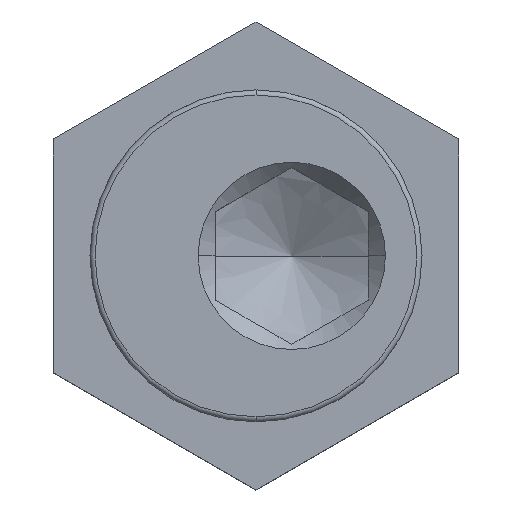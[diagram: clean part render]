
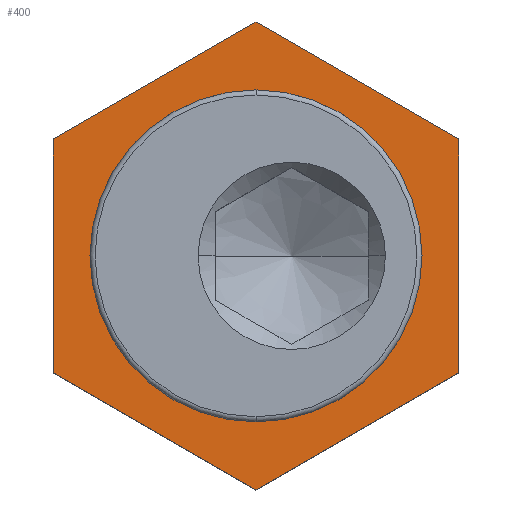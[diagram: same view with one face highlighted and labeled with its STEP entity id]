
A CAD part, top view. The second image highlights one B-rep face of the part: STEP entity #400.
In plain terms, the highlighted planar face has unit normal (0, 0, 1).
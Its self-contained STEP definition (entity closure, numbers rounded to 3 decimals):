
#206=EDGE_CURVE('',#376,#338,#565,.T.);
#262=EDGE_CURVE('',#410,#318,#626,.T.);
#286=EDGE_CURVE('',#432,#410,#650,.T.);
#316=EDGE_CURVE('',#320,#358,#682,.T.);
#318=VERTEX_POINT('',#684);
#320=VERTEX_POINT('',#686);
#326=EDGE_CURVE('',#358,#320,#692,.T.);
#338=VERTEX_POINT('',#707);
#350=EDGE_CURVE('',#518,#432,#720,.T.);
#358=VERTEX_POINT('',#728);
#376=VERTEX_POINT('',#749);
#400=ADVANCED_FACE('',(#777,#778),#779,.T.);
#410=VERTEX_POINT('',#790);
#432=VERTEX_POINT('',#816);
#472=EDGE_CURVE('',#338,#518,#862,.T.);
#488=EDGE_CURVE('',#318,#376,#881,.T.);
#518=VERTEX_POINT('',#915);
#565=LINE('',#957,#958);
#626=LINE('',#1053,#1054);
#650=LINE('',#1104,#1105);
#682=CIRCLE('',#1165,3.25);
#684=CARTESIAN_POINT('',(-0.7,4.578,2.8));
#686=CARTESIAN_POINT('',(-3.95,0.,2.8));
#692=CIRCLE('',#1179,3.25);
#707=CARTESIAN_POINT('',(3.265,-2.289,2.8));
#720=LINE('',#1214,#1215);
#728=CARTESIAN_POINT('',(2.55,0.0,2.8));
#749=CARTESIAN_POINT('',(3.265,2.289,2.8));
#777=FACE_BOUND('',#1321,.T.);
#778=FACE_OUTER_BOUND('',#1322,.T.);
#779=PLANE('',#1323);
#790=CARTESIAN_POINT('',(-4.665,2.289,2.8));
#816=CARTESIAN_POINT('',(-4.665,-2.289,2.8));
#862=LINE('',#1456,#1457);
#881=LINE('',#1498,#1499);
#915=CARTESIAN_POINT('',(-0.7,-4.578,2.8));
#957=CARTESIAN_POINT('',(3.265,-2.289,2.8));
#958=VECTOR('',#1594,1.0);
#1053=CARTESIAN_POINT('',(-0.7,4.578,2.8));
#1054=VECTOR('',#1653,1.0);
#1104=CARTESIAN_POINT('',(-4.665,2.289,2.8));
#1105=VECTOR('',#1659,1.0);
#1165=AXIS2_PLACEMENT_3D('',#1679,#1680,#1681);
#1179=AXIS2_PLACEMENT_3D('',#1686,#1687,#1688);
#1214=CARTESIAN_POINT('',(-4.665,-2.289,2.8));
#1215=VECTOR('',#1723,1.0);
#1321=EDGE_LOOP('',(#1789,#1790));
#1322=EDGE_LOOP('',(#1791,#1792,#1793,#1794,#1795,#1796));
#1323=AXIS2_PLACEMENT_3D('',#1797,#1798,#1799);
#1456=CARTESIAN_POINT('',(-0.7,-4.578,2.8));
#1457=VECTOR('',#1914,1.0);
#1498=CARTESIAN_POINT('',(3.265,2.289,2.8));
#1499=VECTOR('',#1940,1.0);
#1594=DIRECTION('',(0.,-1.0,-0.0));
#1653=DIRECTION('',(0.866,0.5,0.0));
#1659=DIRECTION('',(0.,1.0,0.0));
#1679=CARTESIAN_POINT('',(-0.7,0.0,2.8));
#1680=DIRECTION('',(0.0,0.0,-1.0));
#1681=DIRECTION('',(1.0,0.0,0.0));
#1686=CARTESIAN_POINT('',(-0.7,0.0,2.8));
#1687=DIRECTION('',(0.0,0.0,-1.0));
#1688=DIRECTION('',(1.0,0.0,0.0));
#1723=DIRECTION('',(-0.866,0.5,0.0));
#1789=ORIENTED_EDGE('',*,*,#326,.T.);
#1790=ORIENTED_EDGE('',*,*,#316,.T.);
#1791=ORIENTED_EDGE('',*,*,#206,.F.);
#1792=ORIENTED_EDGE('',*,*,#488,.F.);
#1793=ORIENTED_EDGE('',*,*,#262,.F.);
#1794=ORIENTED_EDGE('',*,*,#286,.F.);
#1795=ORIENTED_EDGE('',*,*,#350,.F.);
#1796=ORIENTED_EDGE('',*,*,#472,.F.);
#1797=CARTESIAN_POINT('',(-0.7,0.,2.8));
#1798=DIRECTION('',(0.0,0.0,1.0));
#1799=DIRECTION('',(1.0,0.0,0.0));
#1914=DIRECTION('',(-0.866,-0.5,-0.0));
#1940=DIRECTION('',(0.866,-0.5,0.0));
